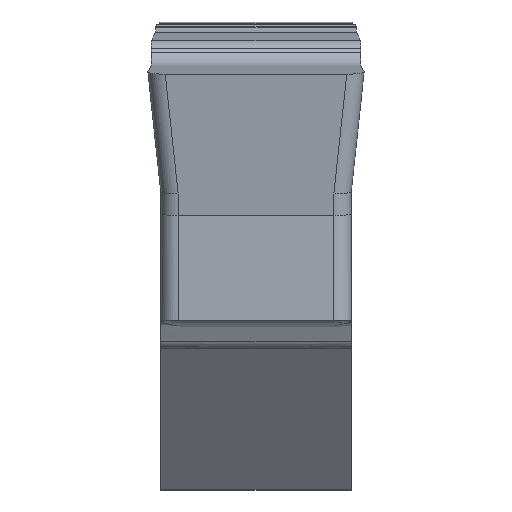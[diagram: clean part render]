
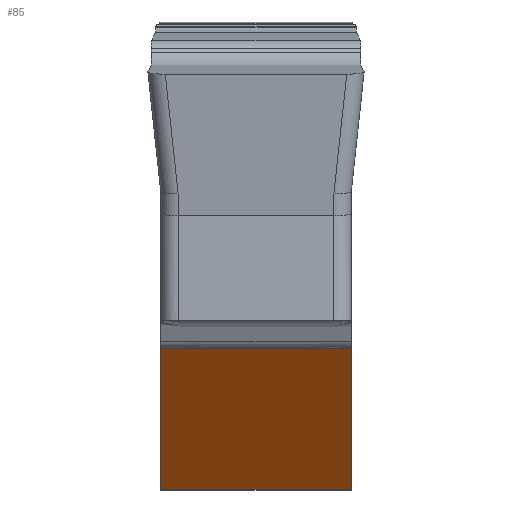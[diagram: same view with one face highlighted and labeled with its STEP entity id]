
A CAD part, front view. The second image highlights one B-rep face of the part: STEP entity #85.
In plain terms, the highlighted planar face has unit normal (0, -0.342, -0.94).
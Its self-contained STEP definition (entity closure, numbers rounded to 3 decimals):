
#85=ADVANCED_FACE('',(#146),#114,.F.);
#114=PLANE('',#915);
#146=FACE_OUTER_BOUND('',#188,.T.);
#188=EDGE_LOOP('',(#405,#406,#407,#408));
#405=ORIENTED_EDGE('',*,*,#653,.T.);
#406=ORIENTED_EDGE('',*,*,#588,.F.);
#407=ORIENTED_EDGE('',*,*,#654,.F.);
#408=ORIENTED_EDGE('',*,*,#554,.F.);
#476=VERTEX_POINT('',#1322);
#477=VERTEX_POINT('',#1324);
#510=VERTEX_POINT('',#1488);
#511=VERTEX_POINT('',#1490);
#554=EDGE_CURVE('',#476,#477,#670,.T.);
#588=EDGE_CURVE('',#510,#511,#685,.T.);
#653=EDGE_CURVE('',#476,#511,#728,.T.);
#654=EDGE_CURVE('',#477,#510,#729,.T.);
#670=LINE('',#1323,#737);
#685=LINE('',#1489,#752);
#728=LINE('',#1739,#800);
#729=LINE('',#1748,#802);
#737=VECTOR('',#947,1.);
#752=VECTOR('',#984,1.);
#800=VECTOR('',#1104,1.);
#802=VECTOR('',#1106,1.);
#915=AXIS2_PLACEMENT_3D('',#1749,#1107,#1108);
#947=DIRECTION('',(0.,0.94,-0.342));
#984=DIRECTION('',(0.,-0.94,0.342));
#1104=DIRECTION('',(-1.,0.,0.));
#1106=DIRECTION('',(-1.,0.,0.));
#1107=DIRECTION('',(0.,0.342,0.94));
#1108=DIRECTION('',(0.,-0.94,0.342));
#1322=CARTESIAN_POINT('',(2.2,-5.836,-6.334));
#1323=CARTESIAN_POINT('',(2.2,-2.718,-7.468));
#1324=CARTESIAN_POINT('',(2.2,3.088,-9.582));
#1488=CARTESIAN_POINT('',(-2.2,3.088,-9.582));
#1489=CARTESIAN_POINT('',(-2.2,-2.718,-7.468));
#1490=CARTESIAN_POINT('',(-2.2,-5.836,-6.334));
#1739=CARTESIAN_POINT('',(-2.8,-5.836,-6.334));
#1748=CARTESIAN_POINT('',(-2.8,3.088,-9.582));
#1749=CARTESIAN_POINT('',(-2.8,3.088,-9.582));
